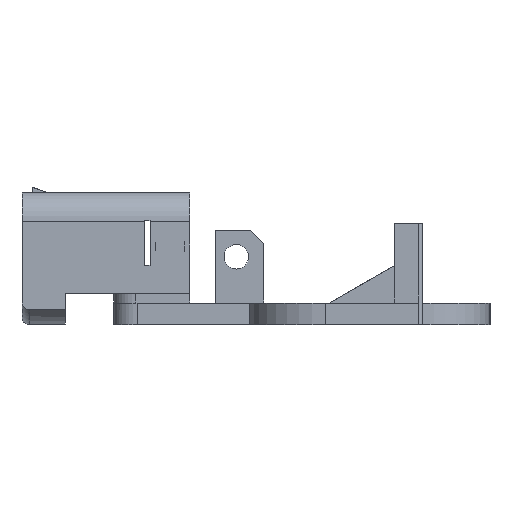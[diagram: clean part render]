
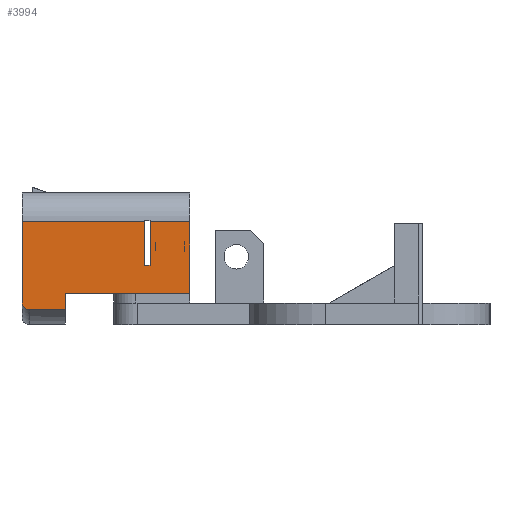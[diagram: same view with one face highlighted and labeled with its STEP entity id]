
A CAD part, left-side view. The second image highlights one B-rep face of the part: STEP entity #3994.
In plain terms, the highlighted planar face has unit normal (-1, 0, 0).
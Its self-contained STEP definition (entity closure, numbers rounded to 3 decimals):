
#1119 = EDGE_CURVE('',#1120,#1122,#1124,.T.);
#1120 = VERTEX_POINT('',#1121);
#1121 = CARTESIAN_POINT('',(141.711,-5.446,13.856)
  );
#1122 = VERTEX_POINT('',#1123);
#1123 = CARTESIAN_POINT('',(141.711,-5.446,14.3));
#1124 = LINE('',#1125,#1126);
#1125 = CARTESIAN_POINT('',(141.711,-5.446,4.3));
#1126 = VECTOR('',#1127,1.);
#1127 = DIRECTION('',(0.,0.,1.));
#1139 = VERTEX_POINT('',#1140);
#1140 = CARTESIAN_POINT('',(141.711,-5.446,7.778));
#1147 = EDGE_CURVE('',#1148,#1139,#1150,.T.);
#1148 = VERTEX_POINT('',#1149);
#1149 = CARTESIAN_POINT('',(141.711,-5.446,4.3));
#1150 = LINE('',#1151,#1152);
#1151 = CARTESIAN_POINT('',(141.711,-5.446,4.3));
#1152 = VECTOR('',#1153,1.);
#1153 = DIRECTION('',(0.,0.,1.));
#3965 = EDGE_CURVE('',#3966,#1148,#3968,.T.);
#3966 = VERTEX_POINT('',#3967);
#3967 = CARTESIAN_POINT('',(141.711,5.054,4.3));
#3968 = LINE('',#3969,#3970);
#3969 = CARTESIAN_POINT('',(141.711,11.78,4.3));
#3970 = VECTOR('',#3971,1.);
#3971 = DIRECTION('',(0.,-1.,0.));
#3994 = ADVANCED_FACE('',(#3995),#4111,.T.);
#3995 = FACE_BOUND('',#3996,.T.);
#3996 = EDGE_LOOP('',(#3997,#4005,#4006,#4007,#4021,#4022,#4030,#4038,
    #4046,#4054,#4062,#4070,#4097,#4105));
#3997 = ORIENTED_EDGE('',*,*,#3998,.T.);
#3998 = EDGE_CURVE('',#3999,#3966,#4001,.T.);
#3999 = VERTEX_POINT('',#4000);
#4000 = CARTESIAN_POINT('',(141.711,11.78,4.3));
#4001 = LINE('',#4002,#4003);
#4002 = CARTESIAN_POINT('',(141.711,11.78,4.3));
#4003 = VECTOR('',#4004,1.);
#4004 = DIRECTION('',(0.,-1.,0.));
#4005 = ORIENTED_EDGE('',*,*,#3965,.T.);
#4006 = ORIENTED_EDGE('',*,*,#1147,.T.);
#4007 = ORIENTED_EDGE('',*,*,#4008,.F.);
#4008 = EDGE_CURVE('',#1120,#1139,#4009,.T.);
#4009 = B_SPLINE_CURVE_WITH_KNOTS('',10,(#4010,#4011,#4012,#4013,#4014,
    #4015,#4016,#4017,#4018,#4019,#4020),.UNSPECIFIED.,.F.,.F.,(11,11),(
    16.155,21.544),.PIECEWISE_BEZIER_KNOTS.);
#4010 = CARTESIAN_POINT('',(141.711,-5.446,13.856)
  );
#4011 = CARTESIAN_POINT('',(141.711,-5.446,13.158));
#4012 = CARTESIAN_POINT('',(141.711,-5.446,12.527)
  );
#4013 = CARTESIAN_POINT('',(141.711,-5.446,11.937)
  );
#4014 = CARTESIAN_POINT('',(141.711,-5.446,11.371)
  );
#4015 = CARTESIAN_POINT('',(141.711,-5.446,10.817)
  );
#4016 = CARTESIAN_POINT('',(141.711,-5.446,10.263)
  );
#4017 = CARTESIAN_POINT('',(141.711,-5.446,9.697));
#4018 = CARTESIAN_POINT('',(141.711,-5.446,9.107));
#4019 = CARTESIAN_POINT('',(141.711,-5.446,8.476));
#4020 = CARTESIAN_POINT('',(141.711,-5.446,7.778));
#4021 = ORIENTED_EDGE('',*,*,#1119,.T.);
#4022 = ORIENTED_EDGE('',*,*,#4023,.F.);
#4023 = EDGE_CURVE('',#4024,#1122,#4026,.T.);
#4024 = VERTEX_POINT('',#4025);
#4025 = CARTESIAN_POINT('',(141.711,0.054,14.3));
#4026 = LINE('',#4027,#4028);
#4027 = CARTESIAN_POINT('',(141.711,11.78,14.3));
#4028 = VECTOR('',#4029,1.);
#4029 = DIRECTION('',(0.,-1.,0.));
#4030 = ORIENTED_EDGE('',*,*,#4031,.F.);
#4031 = EDGE_CURVE('',#4032,#4024,#4034,.T.);
#4032 = VERTEX_POINT('',#4033);
#4033 = CARTESIAN_POINT('',(141.711,0.054,8.2));
#4034 = LINE('',#4035,#4036);
#4035 = CARTESIAN_POINT('',(141.711,0.054,9.35));
#4036 = VECTOR('',#4037,1.);
#4037 = DIRECTION('',(0.,0.,1.));
#4038 = ORIENTED_EDGE('',*,*,#4039,.F.);
#4039 = EDGE_CURVE('',#4040,#4032,#4042,.T.);
#4040 = VERTEX_POINT('',#4041);
#4041 = CARTESIAN_POINT('',(141.711,0.854,8.2));
#4042 = LINE('',#4043,#4044);
#4043 = CARTESIAN_POINT('',(141.711,5.917,8.2));
#4044 = VECTOR('',#4045,1.);
#4045 = DIRECTION('',(0.,-1.,0.));
#4046 = ORIENTED_EDGE('',*,*,#4047,.F.);
#4047 = EDGE_CURVE('',#4048,#4040,#4050,.T.);
#4048 = VERTEX_POINT('',#4049);
#4049 = CARTESIAN_POINT('',(141.711,0.854,14.3));
#4050 = LINE('',#4051,#4052);
#4051 = CARTESIAN_POINT('',(141.711,0.854,6.25));
#4052 = VECTOR('',#4053,1.);
#4053 = DIRECTION('',(0.,0.,-1.));
#4054 = ORIENTED_EDGE('',*,*,#4055,.F.);
#4055 = EDGE_CURVE('',#4056,#4048,#4058,.T.);
#4056 = VERTEX_POINT('',#4057);
#4057 = CARTESIAN_POINT('',(141.711,17.78,14.3));
#4058 = LINE('',#4059,#4060);
#4059 = CARTESIAN_POINT('',(141.711,11.78,14.3));
#4060 = VECTOR('',#4061,1.);
#4061 = DIRECTION('',(0.,-1.,0.));
#4062 = ORIENTED_EDGE('',*,*,#4063,.T.);
#4063 = EDGE_CURVE('',#4056,#4064,#4066,.T.);
#4064 = VERTEX_POINT('',#4065);
#4065 = CARTESIAN_POINT('',(141.711,17.78,3.334));
#4066 = LINE('',#4067,#4068);
#4067 = CARTESIAN_POINT('',(141.711,17.78,4.3));
#4068 = VECTOR('',#4069,1.);
#4069 = DIRECTION('',(0.,0.,-1.));
#4070 = ORIENTED_EDGE('',*,*,#4071,.F.);
#4071 = EDGE_CURVE('',#4072,#4064,#4074,.T.);
#4072 = VERTEX_POINT('',#4073);
#4073 = CARTESIAN_POINT('',(141.711,16.78,2.065));
#4074 = B_SPLINE_CURVE_WITH_KNOTS('',6,(#4075,#4076,#4077,#4078,#4079,
    #4080,#4081,#4082,#4083,#4084,#4085,#4086,#4087,#4088,#4089,#4090,
    #4091,#4092,#4093,#4094,#4095,#4096),.UNSPECIFIED.,.F.,.F.,(7,5,5,5,
    7),(0.,0.319,0.495,0.743,1.),
  .UNSPECIFIED.);
#4075 = CARTESIAN_POINT('',(141.711,16.78,2.065));
#4076 = CARTESIAN_POINT('',(141.711,16.87,2.065));
#4077 = CARTESIAN_POINT('',(141.711,16.959,2.077));
#4078 = CARTESIAN_POINT('',(141.711,17.047,2.1));
#4079 = CARTESIAN_POINT('',(141.711,17.132,2.136));
#4080 = CARTESIAN_POINT('',(141.711,17.213,2.181));
#4081 = CARTESIAN_POINT('',(141.711,17.329,2.266));
#4082 = CARTESIAN_POINT('',(141.711,17.368,2.299));
#4083 = CARTESIAN_POINT('',(141.711,17.406,2.335));
#4084 = CARTESIAN_POINT('',(141.711,17.442,2.373));
#4085 = CARTESIAN_POINT('',(141.711,17.476,2.413));
#4086 = CARTESIAN_POINT('',(141.711,17.552,2.514));
#4087 = CARTESIAN_POINT('',(141.711,17.592,2.577));
#4088 = CARTESIAN_POINT('',(141.711,17.628,2.643));
#4089 = CARTESIAN_POINT('',(141.711,17.66,2.713));
#4090 = CARTESIAN_POINT('',(141.711,17.687,2.784));
#4091 = CARTESIAN_POINT('',(141.711,17.733,2.933));
#4092 = CARTESIAN_POINT('',(141.711,17.752,3.011));
#4093 = CARTESIAN_POINT('',(141.711,17.766,3.091));
#4094 = CARTESIAN_POINT('',(141.711,17.775,3.171));
#4095 = CARTESIAN_POINT('',(141.711,17.78,3.253));
#4096 = CARTESIAN_POINT('',(141.711,17.78,3.334));
#4097 = ORIENTED_EDGE('',*,*,#4098,.T.);
#4098 = EDGE_CURVE('',#4072,#4099,#4101,.T.);
#4099 = VERTEX_POINT('',#4100);
#4100 = CARTESIAN_POINT('',(141.711,11.78,2.065));
#4101 = LINE('',#4102,#4103);
#4102 = CARTESIAN_POINT('',(141.711,11.78,2.065));
#4103 = VECTOR('',#4104,1.);
#4104 = DIRECTION('',(0.,-1.,0.));
#4105 = ORIENTED_EDGE('',*,*,#4106,.F.);
#4106 = EDGE_CURVE('',#3999,#4099,#4107,.T.);
#4107 = LINE('',#4108,#4109);
#4108 = CARTESIAN_POINT('',(141.711,11.78,7.515));
#4109 = VECTOR('',#4110,1.);
#4110 = DIRECTION('',(0.,0.,-1.));
#4111 = PLANE('',#4112);
#4112 = AXIS2_PLACEMENT_3D('',#4113,#4114,#4115);
#4113 = CARTESIAN_POINT('',(141.711,5.721,9.078));
#4114 = DIRECTION('',(-1.,0.,0.));
#4115 = DIRECTION('',(0.,0.,-1.));
